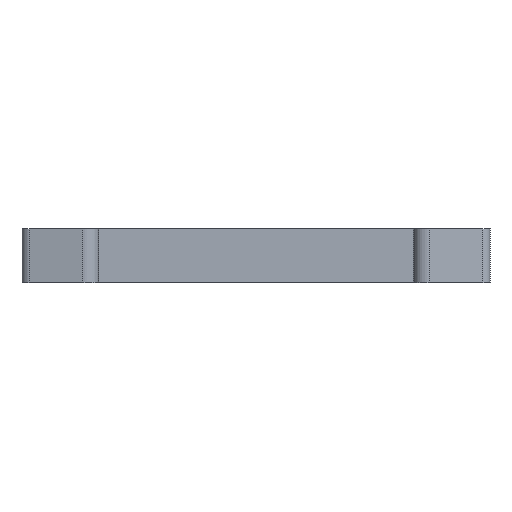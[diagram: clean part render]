
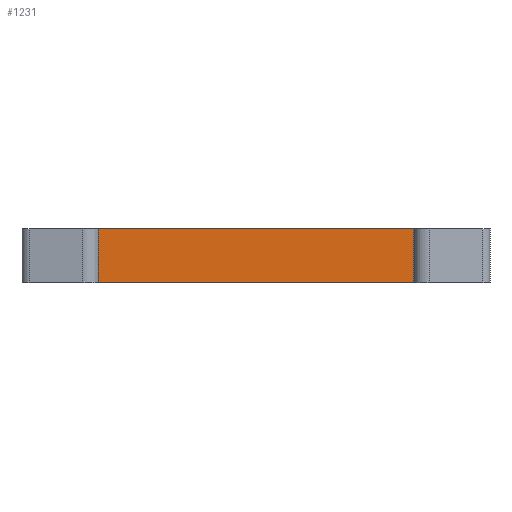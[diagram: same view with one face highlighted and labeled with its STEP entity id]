
A CAD part, front view. The second image highlights one B-rep face of the part: STEP entity #1231.
In plain terms, the highlighted planar face has unit normal (0, -1, 0).
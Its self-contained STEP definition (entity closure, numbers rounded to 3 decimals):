
#1028 = PLANE('',#1029);
#1029 = AXIS2_PLACEMENT_3D('',#1030,#1031,#1032);
#1030 = CARTESIAN_POINT('',(19.,-3.,0.));
#1031 = DIRECTION('',(0.,0.,1.));
#1032 = DIRECTION('',(1.,0.,0.));
#1084 = PLANE('',#1085);
#1085 = AXIS2_PLACEMENT_3D('',#1086,#1087,#1088);
#1086 = CARTESIAN_POINT('',(19.,-3.,6.));
#1087 = DIRECTION('',(0.,0.,-1.));
#1088 = DIRECTION('',(1.,0.,0.));
#1128 = VERTEX_POINT('',#1129);
#1129 = CARTESIAN_POINT('',(-17.5,1.,6.));
#1136 = PLANE('',#1137);
#1137 = AXIS2_PLACEMENT_3D('',#1138,#1139,#1140);
#1138 = CARTESIAN_POINT('',(-19.,-0.5,5.25));
#1139 = DIRECTION('',(-0.707,0.707,0.));
#1140 = DIRECTION('',(-0.707,-0.707,0.));
#1184 = VERTEX_POINT('',#1185);
#1185 = CARTESIAN_POINT('',(-17.5,1.,0.));
#1206 = EDGE_CURVE('',#1184,#1128,#1207,.T.);
#1207 = SURFACE_CURVE('',#1208,(#1212,#1219),.PCURVE_S1.);
#1208 = LINE('',#1209,#1210);
#1209 = CARTESIAN_POINT('',(-17.5,1.,5.25));
#1210 = VECTOR('',#1211,1.);
#1211 = DIRECTION('',(0.,0.,1.));
#1212 = PCURVE('',#1136,#1213);
#1213 = DEFINITIONAL_REPRESENTATION('',(#1214),#1218);
#1214 = LINE('',#1215,#1216);
#1215 = CARTESIAN_POINT('',(-2.121,0.));
#1216 = VECTOR('',#1217,1.);
#1217 = DIRECTION('',(0.,1.));
#1218 = ( GEOMETRIC_REPRESENTATION_CONTEXT(2) 
PARAMETRIC_REPRESENTATION_CONTEXT() REPRESENTATION_CONTEXT('2D SPACE',''
  ) );
#1219 = PCURVE('',#1220,#1225);
#1220 = PLANE('',#1221);
#1221 = AXIS2_PLACEMENT_3D('',#1222,#1223,#1224);
#1222 = CARTESIAN_POINT('',(17.5,1.,5.25));
#1223 = DIRECTION('',(0.,-1.,0.));
#1224 = DIRECTION('',(0.,0.,1.));
#1225 = DEFINITIONAL_REPRESENTATION('',(#1226),#1230);
#1226 = LINE('',#1227,#1228);
#1227 = CARTESIAN_POINT('',(0.,35.));
#1228 = VECTOR('',#1229,1.);
#1229 = DIRECTION('',(1.,0.));
#1230 = ( GEOMETRIC_REPRESENTATION_CONTEXT(2) 
PARAMETRIC_REPRESENTATION_CONTEXT() REPRESENTATION_CONTEXT('2D SPACE',''
  ) );
#1231 = ADVANCED_FACE('',(#1232),#1220,.T.);
#1232 = FACE_BOUND('',#1233,.T.);
#1233 = EDGE_LOOP('',(#1234,#1257,#1258,#1281));
#1234 = ORIENTED_EDGE('',*,*,#1235,.T.);
#1235 = EDGE_CURVE('',#1236,#1128,#1238,.T.);
#1236 = VERTEX_POINT('',#1237);
#1237 = CARTESIAN_POINT('',(17.5,1.,6.));
#1238 = SURFACE_CURVE('',#1239,(#1243,#1250),.PCURVE_S1.);
#1239 = LINE('',#1240,#1241);
#1240 = CARTESIAN_POINT('',(17.5,1.,6.));
#1241 = VECTOR('',#1242,1.);
#1242 = DIRECTION('',(-1.,0.,0.));
#1243 = PCURVE('',#1220,#1244);
#1244 = DEFINITIONAL_REPRESENTATION('',(#1245),#1249);
#1245 = LINE('',#1246,#1247);
#1246 = CARTESIAN_POINT('',(0.75,0.));
#1247 = VECTOR('',#1248,1.);
#1248 = DIRECTION('',(0.,1.));
#1249 = ( GEOMETRIC_REPRESENTATION_CONTEXT(2) 
PARAMETRIC_REPRESENTATION_CONTEXT() REPRESENTATION_CONTEXT('2D SPACE',''
  ) );
#1250 = PCURVE('',#1084,#1251);
#1251 = DEFINITIONAL_REPRESENTATION('',(#1252),#1256);
#1252 = LINE('',#1253,#1254);
#1253 = CARTESIAN_POINT('',(-1.5,-4.));
#1254 = VECTOR('',#1255,1.);
#1255 = DIRECTION('',(-1.,0.));
#1256 = ( GEOMETRIC_REPRESENTATION_CONTEXT(2) 
PARAMETRIC_REPRESENTATION_CONTEXT() REPRESENTATION_CONTEXT('2D SPACE',''
  ) );
#1257 = ORIENTED_EDGE('',*,*,#1206,.F.);
#1258 = ORIENTED_EDGE('',*,*,#1259,.F.);
#1259 = EDGE_CURVE('',#1260,#1184,#1262,.T.);
#1260 = VERTEX_POINT('',#1261);
#1261 = CARTESIAN_POINT('',(17.5,1.,0.));
#1262 = SURFACE_CURVE('',#1263,(#1267,#1274),.PCURVE_S1.);
#1263 = LINE('',#1264,#1265);
#1264 = CARTESIAN_POINT('',(17.5,1.,0.));
#1265 = VECTOR('',#1266,1.);
#1266 = DIRECTION('',(-1.,0.,0.));
#1267 = PCURVE('',#1220,#1268);
#1268 = DEFINITIONAL_REPRESENTATION('',(#1269),#1273);
#1269 = LINE('',#1270,#1271);
#1270 = CARTESIAN_POINT('',(-5.25,0.));
#1271 = VECTOR('',#1272,1.);
#1272 = DIRECTION('',(0.,1.));
#1273 = ( GEOMETRIC_REPRESENTATION_CONTEXT(2) 
PARAMETRIC_REPRESENTATION_CONTEXT() REPRESENTATION_CONTEXT('2D SPACE',''
  ) );
#1274 = PCURVE('',#1028,#1275);
#1275 = DEFINITIONAL_REPRESENTATION('',(#1276),#1280);
#1276 = LINE('',#1277,#1278);
#1277 = CARTESIAN_POINT('',(-1.5,4.));
#1278 = VECTOR('',#1279,1.);
#1279 = DIRECTION('',(-1.,0.));
#1280 = ( GEOMETRIC_REPRESENTATION_CONTEXT(2) 
PARAMETRIC_REPRESENTATION_CONTEXT() REPRESENTATION_CONTEXT('2D SPACE',''
  ) );
#1281 = ORIENTED_EDGE('',*,*,#1282,.T.);
#1282 = EDGE_CURVE('',#1260,#1236,#1283,.T.);
#1283 = SURFACE_CURVE('',#1284,(#1288,#1295),.PCURVE_S1.);
#1284 = LINE('',#1285,#1286);
#1285 = CARTESIAN_POINT('',(17.5,1.,5.25));
#1286 = VECTOR('',#1287,1.);
#1287 = DIRECTION('',(0.,0.,1.));
#1288 = PCURVE('',#1220,#1289);
#1289 = DEFINITIONAL_REPRESENTATION('',(#1290),#1294);
#1290 = LINE('',#1291,#1292);
#1291 = CARTESIAN_POINT('',(0.,0.));
#1292 = VECTOR('',#1293,1.);
#1293 = DIRECTION('',(1.,0.));
#1294 = ( GEOMETRIC_REPRESENTATION_CONTEXT(2) 
PARAMETRIC_REPRESENTATION_CONTEXT() REPRESENTATION_CONTEXT('2D SPACE',''
  ) );
#1295 = PCURVE('',#1296,#1301);
#1296 = PLANE('',#1297);
#1297 = AXIS2_PLACEMENT_3D('',#1298,#1299,#1300);
#1298 = CARTESIAN_POINT('',(19.,-0.5,5.25));
#1299 = DIRECTION('',(-0.707,-0.707,0.));
#1300 = DIRECTION('',(0.707,-0.707,0.));
#1301 = DEFINITIONAL_REPRESENTATION('',(#1302),#1306);
#1302 = LINE('',#1303,#1304);
#1303 = CARTESIAN_POINT('',(-2.121,0.));
#1304 = VECTOR('',#1305,1.);
#1305 = DIRECTION('',(0.,1.));
#1306 = ( GEOMETRIC_REPRESENTATION_CONTEXT(2) 
PARAMETRIC_REPRESENTATION_CONTEXT() REPRESENTATION_CONTEXT('2D SPACE',''
  ) );
